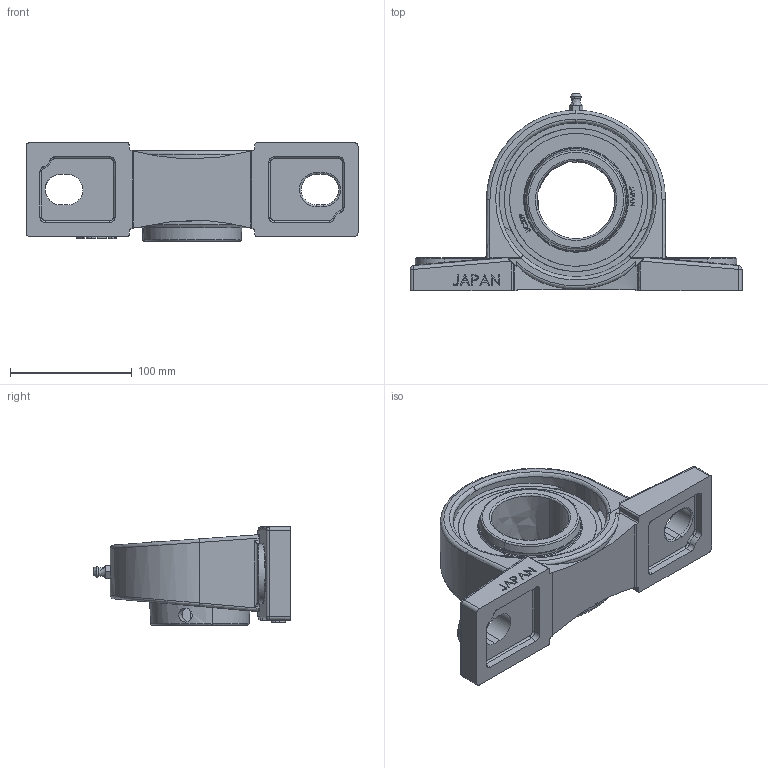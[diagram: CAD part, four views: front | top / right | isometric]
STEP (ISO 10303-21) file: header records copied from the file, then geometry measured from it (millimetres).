
FILE_DESCRIPTION(('FreeCAD Model'),'2;1');
FILE_NAME('Open CASCADE Shape Model','2025-04-17T12:04:50',('FreeCAD'),( 'FreeCAD'),'Open CASCADE STEP processor 7.6','FreeCAD','Unknown');
FILE_SCHEMA(('AUTOMOTIVE_DESIGN { 1 0 10303 214 1 1 1 1 }'));
Length unit declared in the file: millimetre
Products named in the file (1): Open CASCADE STEP translator 7.6 1
Bounding box: 272.55 x 162.13 x 80.69 mm (x, y, z)
Surface area: 167476.5 mm2 (no closed solid volume)
Topology: 0 solids, 15 shells, 444 faces, 1607 edges, 1168 vertices
Faces by surface type: bspline 444
Entity records: 27252 total; most frequent: CARTESIAN_POINT 18930, ORIENTED_EDGE 2533, EDGE_CURVE 1602, B_SPLINE_CURVE_WITH_KNOTS 1273, VERTEX_POINT 1168, FACE_BOUND 516, EDGE_LOOP 516, ADVANCED_FACE 444
